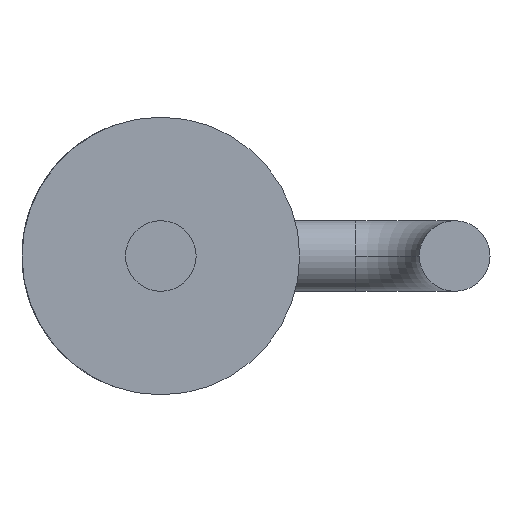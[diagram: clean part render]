
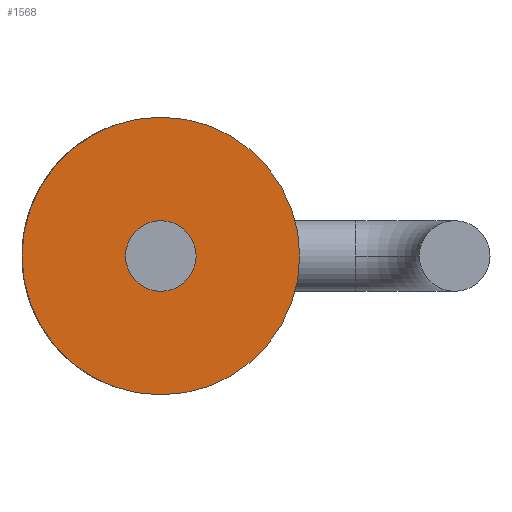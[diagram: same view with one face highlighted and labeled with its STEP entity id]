
A CAD part, front view. The second image highlights one B-rep face of the part: STEP entity #1568.
In plain terms, the highlighted planar face has unit normal (0, -1, 0).
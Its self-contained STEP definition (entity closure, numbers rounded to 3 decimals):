
#22 = CIRCLE ( 'NONE', #2201, 0.61 ) ;
#76 = DIRECTION ( 'NONE',  ( 0., 0., 1. ) ) ;
#213 = FACE_OUTER_BOUND ( 'NONE', #1438, .T. ) ;
#610 = EDGE_CURVE ( 'NONE', #4039, #2213, #2843, .T. ) ;
#905 = AXIS2_PLACEMENT_3D ( 'NONE', #2710, #4099, #990 ) ;
#990 = DIRECTION ( 'NONE',  ( 0., 0., 1. ) ) ;
#1093 = DIRECTION ( 'NONE',  ( 0., 1., 0. ) ) ;
#1172 = DIRECTION ( 'NONE',  ( 0., -1., 0. ) ) ;
#1219 = CARTESIAN_POINT ( 'NONE',  ( 0., 2., 0. ) ) ;
#1384 = EDGE_CURVE ( 'NONE', #2284, #3751, #4387, .T. ) ;
#1421 = CARTESIAN_POINT ( 'NONE',  ( 0.61, 2., 0. ) ) ;
#1438 = EDGE_LOOP ( 'NONE', ( #3387, #2006 ) ) ;
#1568 = ADVANCED_FACE ( 'NONE', ( #4005, #213 ), #4335, .F. ) ;
#1614 = EDGE_LOOP ( 'NONE', ( #1877, #2394 ) ) ;
#1877 = ORIENTED_EDGE ( 'NONE', *, *, #2005, .F. ) ;
#2005 = EDGE_CURVE ( 'NONE', #3751, #2284, #22, .T. ) ;
#2006 = ORIENTED_EDGE ( 'NONE', *, *, #3153, .F. ) ;
#2056 = CARTESIAN_POINT ( 'NONE',  ( 0., 2., -2.4 ) ) ;
#2201 = AXIS2_PLACEMENT_3D ( 'NONE', #2583, #1172, #2874 ) ;
#2213 = VERTEX_POINT ( 'NONE', #3256 ) ;
#2253 = DIRECTION ( 'NONE',  ( 0., 0., 1. ) ) ;
#2284 = VERTEX_POINT ( 'NONE', #3188 ) ;
#2319 = AXIS2_PLACEMENT_3D ( 'NONE', #1219, #2590, #2253 ) ;
#2394 = ORIENTED_EDGE ( 'NONE', *, *, #1384, .F. ) ;
#2409 = AXIS2_PLACEMENT_3D ( 'NONE', #2831, #3897, #4214 ) ;
#2574 = CIRCLE ( 'NONE', #3370, 2.4 ) ;
#2583 = CARTESIAN_POINT ( 'NONE',  ( 0., 2., 0. ) ) ;
#2590 = DIRECTION ( 'NONE',  ( 0., 1., 0. ) ) ;
#2710 = CARTESIAN_POINT ( 'NONE',  ( 0., 2., 0. ) ) ;
#2831 = CARTESIAN_POINT ( 'NONE',  ( 0., 2., 0. ) ) ;
#2843 = CIRCLE ( 'NONE', #905, 2.4 ) ;
#2874 = DIRECTION ( 'NONE',  ( 0., 0., 1. ) ) ;
#3153 = EDGE_CURVE ( 'NONE', #2213, #4039, #2574, .T. ) ;
#3188 = CARTESIAN_POINT ( 'NONE',  ( -0.61, 2., 0. ) ) ;
#3256 = CARTESIAN_POINT ( 'NONE',  ( 0., 2., 2.4 ) ) ;
#3370 = AXIS2_PLACEMENT_3D ( 'NONE', #3839, #1093, #76 ) ;
#3387 = ORIENTED_EDGE ( 'NONE', *, *, #610, .F. ) ;
#3751 = VERTEX_POINT ( 'NONE', #1421 ) ;
#3839 = CARTESIAN_POINT ( 'NONE',  ( 0., 2., 0. ) ) ;
#3897 = DIRECTION ( 'NONE',  ( 0., -1., 0. ) ) ;
#4005 = FACE_BOUND ( 'NONE', #1614, .T. ) ;
#4039 = VERTEX_POINT ( 'NONE', #2056 ) ;
#4099 = DIRECTION ( 'NONE',  ( 0., 1., 0. ) ) ;
#4214 = DIRECTION ( 'NONE',  ( 0., 0., 1. ) ) ;
#4335 = PLANE ( 'NONE',  #2319 ) ;
#4387 = CIRCLE ( 'NONE', #2409, 0.61 ) ;
